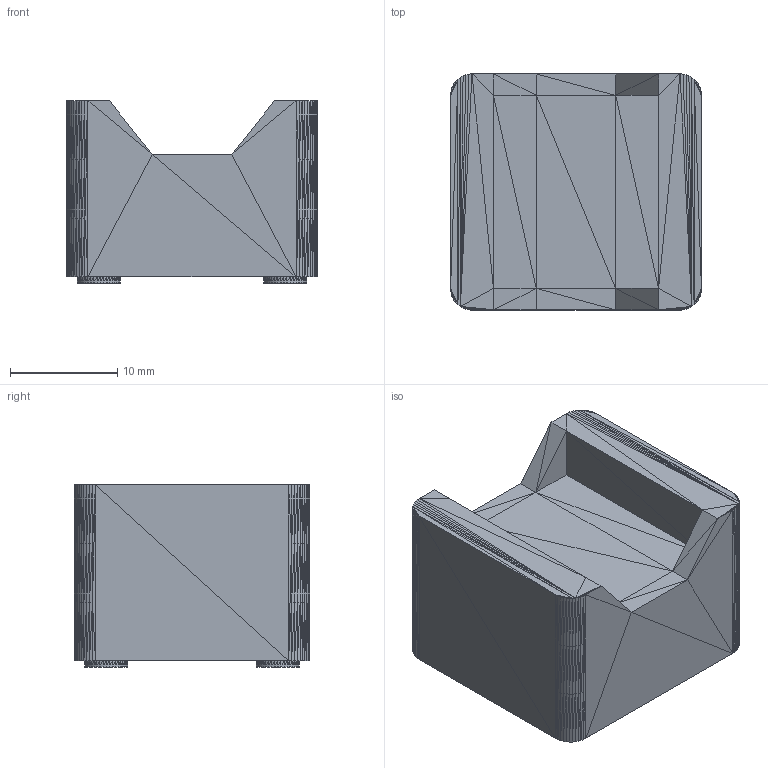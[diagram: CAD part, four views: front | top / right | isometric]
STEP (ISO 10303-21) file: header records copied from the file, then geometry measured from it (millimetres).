
FILE_DESCRIPTION((''),'2;1');
FILE_NAME('SOP20_209mil_Adapter', '2025-10-01T16:51:21', (''), (''), 'ImageToStl.com STEP Converter','', '');
FILE_SCHEMA(('AUTOMOTIVE_DESIGN_CC2'));
Length unit declared in the file: metre
Products named in the file (1): product0
Bounding box: 23.4 x 22 x 17 mm (x, y, z)
Surface area: 2610.6 mm2 (no closed solid volume)
Topology: 0 solids, 1060 shells, 1060 faces, 3180 edges, 532 vertices
Faces by surface type: plane 1060
Entity records: 25479 total; most frequent: DIRECTION 5302, ORIENTED_EDGE 3180, EDGE_CURVE 3180, LINE 3180, VECTOR 3180, AXIS2_PLACEMENT_3D 1061, STYLED_ITEM 1061, FACE_SURFACE 1060
